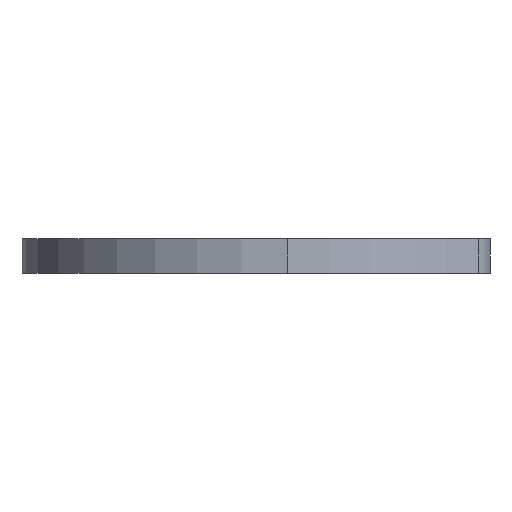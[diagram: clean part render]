
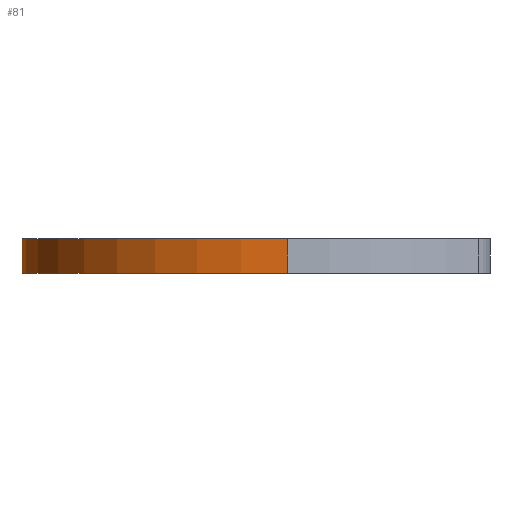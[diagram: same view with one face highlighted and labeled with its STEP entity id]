
A CAD part, left-side view. The second image highlights one B-rep face of the part: STEP entity #81.
In plain terms, the highlighted cylindrical face has radius 2.952 mm (diameter 5.904 mm), a partial arc.
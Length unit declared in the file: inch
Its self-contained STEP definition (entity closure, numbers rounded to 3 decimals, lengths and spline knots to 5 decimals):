
#4 = FACE_OUTER_BOUND ( 'NONE', #423, .T. ) ;
#7 = DIRECTION ( 'NONE',  ( 0., 0., 1. ) ) ;
#60 = DIRECTION ( 'NONE',  ( 1., 0., 0. ) ) ;
#81 = ADVANCED_FACE ( 'NONE', ( #4 ), #355, .T. ) ;
#88 = DIRECTION ( 'NONE',  ( 0., 0., 1. ) ) ;
#110 = CIRCLE ( 'NONE', #122, 0.11622 ) ;
#122 = AXIS2_PLACEMENT_3D ( 'NONE', #625, #181, #431 ) ;
#144 = VECTOR ( 'NONE', #473, 39.37008 ) ;
#145 = CARTESIAN_POINT ( 'NONE',  ( 0., 0., 0. ) ) ;
#181 = DIRECTION ( 'NONE',  ( 0., 0., 1. ) ) ;
#216 = CIRCLE ( 'NONE', #535, 0.11622 ) ;
#222 = EDGE_CURVE ( 'NONE', #630, #643, #646, .T. ) ;
#253 = ORIENTED_EDGE ( 'NONE', *, *, #222, .F. ) ;
#327 = CARTESIAN_POINT ( 'NONE',  ( 0., 0., -0.015 ) ) ;
#352 = EDGE_CURVE ( 'NONE', #733, #724, #827, .T. ) ;
#355 = CYLINDRICAL_SURFACE ( 'NONE', #821, 0.11622 ) ;
#383 = CARTESIAN_POINT ( 'NONE',  ( 0.11622, 0., -0.015 ) ) ;
#396 = EDGE_CURVE ( 'NONE', #630, #733, #110, .T. ) ;
#399 = CARTESIAN_POINT ( 'NONE',  ( -0.11622, 0., 0. ) ) ;
#415 = CARTESIAN_POINT ( 'NONE',  ( -0.11622, 0., -0.015 ) ) ;
#423 = EDGE_LOOP ( 'NONE', ( #666, #657, #737, #253 ) ) ;
#431 = DIRECTION ( 'NONE',  ( 1., 0., 0. ) ) ;
#465 = CARTESIAN_POINT ( 'NONE',  ( -0.11622, 0., -0.015 ) ) ;
#473 = DIRECTION ( 'NONE',  ( 0., 0., 1. ) ) ;
#511 = CARTESIAN_POINT ( 'NONE',  ( 0.11622, 0., 0. ) ) ;
#535 = AXIS2_PLACEMENT_3D ( 'NONE', #145, #597, #779 ) ;
#597 = DIRECTION ( 'NONE',  ( 0., 0., 1. ) ) ;
#605 = CARTESIAN_POINT ( 'NONE',  ( 0.11622, 0., -0.015 ) ) ;
#625 = CARTESIAN_POINT ( 'NONE',  ( 0., 0., -0.015 ) ) ;
#628 = VECTOR ( 'NONE', #88, 39.37008 ) ;
#630 = VERTEX_POINT ( 'NONE', #383 ) ;
#637 = EDGE_CURVE ( 'NONE', #643, #724, #216, .T. ) ;
#643 = VERTEX_POINT ( 'NONE', #511 ) ;
#646 = LINE ( 'NONE', #605, #628 ) ;
#657 = ORIENTED_EDGE ( 'NONE', *, *, #352, .T. ) ;
#666 = ORIENTED_EDGE ( 'NONE', *, *, #396, .T. ) ;
#724 = VERTEX_POINT ( 'NONE', #399 ) ;
#733 = VERTEX_POINT ( 'NONE', #465 ) ;
#737 = ORIENTED_EDGE ( 'NONE', *, *, #637, .F. ) ;
#779 = DIRECTION ( 'NONE',  ( 1., 0., 0. ) ) ;
#821 = AXIS2_PLACEMENT_3D ( 'NONE', #327, #7, #60 ) ;
#827 = LINE ( 'NONE', #415, #144 ) ;
